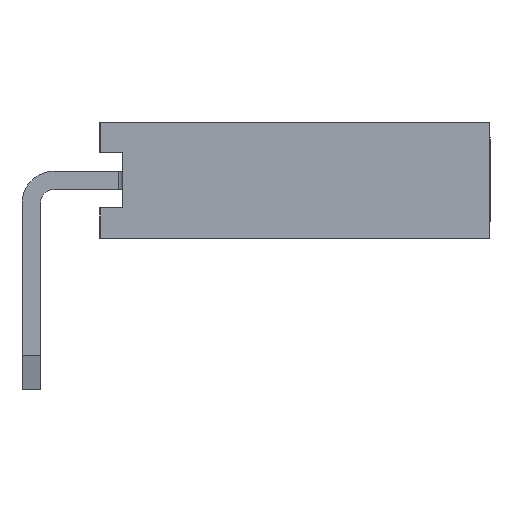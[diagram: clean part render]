
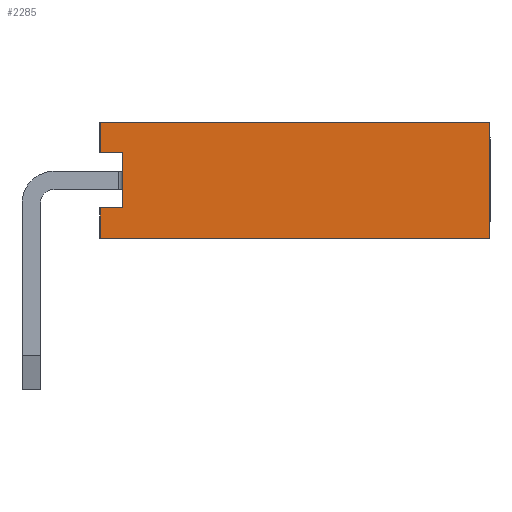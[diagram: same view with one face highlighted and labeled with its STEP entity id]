
A CAD part, left-side view. The second image highlights one B-rep face of the part: STEP entity #2285.
In plain terms, the highlighted planar face has unit normal (-1, 0, 0).
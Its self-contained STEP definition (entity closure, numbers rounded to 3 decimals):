
#2285=ADVANCED_FACE('',(#12359),#12361,.T.);
#12359=FACE_BOUND('',#12360,.T.);
#12360=EDGE_LOOP('',(#20461,#20462,#20463,#20464,#20465,#20466,#20467,#20468));
#12361=PLANE('',#12362);
#12362=AXIS2_PLACEMENT_3D('',#12363,#12364,#12365);
#12363=CARTESIAN_POINT('',(-1.27,-1.5,2.54));
#12364=DIRECTION('',(-1.,0.,0.));
#12365=DIRECTION('',(0.,0.,-1.));
#20461=ORIENTED_EDGE('',*,*,#26301,.T.);
#20462=ORIENTED_EDGE('',*,*,#26302,.T.);
#20463=ORIENTED_EDGE('',*,*,#26303,.T.);
#20464=ORIENTED_EDGE('',*,*,#26304,.F.);
#20465=ORIENTED_EDGE('',*,*,#26305,.F.);
#20466=ORIENTED_EDGE('',*,*,#26306,.T.);
#20467=ORIENTED_EDGE('',*,*,#26307,.T.);
#20468=ORIENTED_EDGE('',*,*,#25909,.T.);
#25909=EDGE_CURVE('',#29665,#29666,#29667,.T.);
#26301=EDGE_CURVE('',#29666,#30221,#30222,.F.);
#26302=EDGE_CURVE('',#30221,#30223,#30224,.T.);
#26303=EDGE_CURVE('',#30223,#30225,#30226,.T.);
#26304=EDGE_CURVE('',#30227,#30225,#30228,.T.);
#26305=EDGE_CURVE('',#30229,#30227,#30230,.T.);
#26306=EDGE_CURVE('',#30229,#30231,#30232,.T.);
#26307=EDGE_CURVE('',#30231,#29665,#30233,.F.);
#29665=VERTEX_POINT('',#36273);
#29666=VERTEX_POINT('',#36274);
#29667=LINE('',#36275,#36276);
#30221=VERTEX_POINT('',#37613);
#30222=LINE('',#37614,#37615);
#30223=VERTEX_POINT('',#37617);
#30224=LINE('',#37618,#37619);
#30225=VERTEX_POINT('',#37621);
#30226=LINE('',#37622,#37623);
#30227=VERTEX_POINT('',#37625);
#30228=LINE('',#37626,#37627);
#30229=VERTEX_POINT('',#37629);
#30230=LINE('',#37630,#37631);
#30231=VERTEX_POINT('',#37633);
#30232=LINE('',#37634,#37635);
#30233=LINE('',#37637,#37638);
#36273=CARTESIAN_POINT('',(-1.27,-2.,1.87));
#36274=CARTESIAN_POINT('',(-1.27,-2.,0.67));
#36275=CARTESIAN_POINT('',(-1.27,-2.,1.87));
#36276=VECTOR('',#36277,1.);
#36277=DIRECTION('',(0.,0.,-1.));
#37613=CARTESIAN_POINT('',(-1.27,-1.5,0.67));
#37614=CARTESIAN_POINT('',(-1.27,-1.5,0.67));
#37615=VECTOR('',#37616,1.);
#37616=DIRECTION('',(0.,-1.,0.));
#37617=CARTESIAN_POINT('',(-1.27,-1.5,0.));
#37618=CARTESIAN_POINT('',(-1.27,-1.5,0.67));
#37619=VECTOR('',#37620,1.);
#37620=DIRECTION('',(0.,0.,-1.));
#37621=CARTESIAN_POINT('',(-1.27,-10.,0.));
#37622=CARTESIAN_POINT('',(-1.27,-1.5,0.));
#37623=VECTOR('',#37624,1.);
#37624=DIRECTION('',(0.,-1.,0.));
#37625=CARTESIAN_POINT('',(-1.27,-10.,2.54));
#37626=CARTESIAN_POINT('',(-1.27,-10.,2.54));
#37627=VECTOR('',#37628,1.);
#37628=DIRECTION('',(0.,0.,-1.));
#37629=CARTESIAN_POINT('',(-1.27,-1.5,2.54));
#37630=CARTESIAN_POINT('',(-1.27,-1.5,2.54));
#37631=VECTOR('',#37632,1.);
#37632=DIRECTION('',(0.,-1.,0.));
#37633=CARTESIAN_POINT('',(-1.27,-1.5,1.87));
#37634=CARTESIAN_POINT('',(-1.27,-1.5,2.54));
#37635=VECTOR('',#37636,1.);
#37636=DIRECTION('',(0.,0.,-1.));
#37637=CARTESIAN_POINT('',(-1.27,-2.,1.87));
#37638=VECTOR('',#37639,1.);
#37639=DIRECTION('',(0.,1.,0.));
